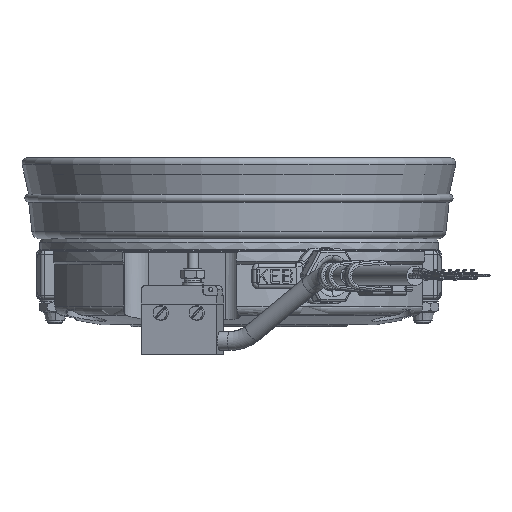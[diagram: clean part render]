
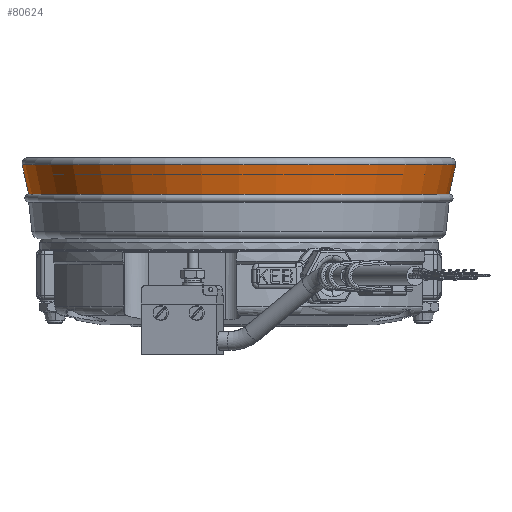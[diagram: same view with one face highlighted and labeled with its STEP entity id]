
A CAD part, front view. The second image highlights one B-rep face of the part: STEP entity #80624.
In plain terms, the highlighted conical face has half-angle 12.659 degrees and reference radius 55.439 mm.
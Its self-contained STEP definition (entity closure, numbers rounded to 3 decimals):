
#3624 = DIRECTION ( 'NONE',  ( 0.219, 0., 0.976 ) ) ;
#9370 = VECTOR ( 'NONE', #3624, 1000. ) ;
#10337 = DIRECTION ( 'NONE',  ( -0.219, 0., 0.976 ) ) ;
#12582 = CIRCLE ( 'NONE', #17344, 53.75 ) ;
#17344 = AXIS2_PLACEMENT_3D ( 'NONE', #20907, #51260, #66767 ) ;
#20525 = CARTESIAN_POINT ( 'NONE',  ( -53.75, 0., -7.85 ) ) ;
#20907 = CARTESIAN_POINT ( 'NONE',  ( 0., 0., -7.85 ) ) ;
#22039 = AXIS2_PLACEMENT_3D ( 'NONE', #25495, #72313, #64353 ) ;
#24361 = EDGE_CURVE ( 'NONE', #65075, #43006, #55384, .T. ) ;
#24495 = CARTESIAN_POINT ( 'NONE',  ( 55.439, 0., -0.329 ) ) ;
#25245 = LINE ( 'NONE', #94087, #41273 ) ;
#25495 = CARTESIAN_POINT ( 'NONE',  ( 0., 0., -0.329 ) ) ;
#28741 = CARTESIAN_POINT ( 'NONE',  ( 0., 0., -0.329 ) ) ;
#31506 = CIRCLE ( 'NONE', #22039, 55.439 ) ;
#32483 = CARTESIAN_POINT ( 'NONE',  ( 55.439, 0., -0.329 ) ) ;
#35472 = ORIENTED_EDGE ( 'NONE', *, *, #92834, .F. ) ;
#36199 = FACE_OUTER_BOUND ( 'NONE', #93743, .T. ) ;
#41273 = VECTOR ( 'NONE', #10337, 1000. ) ;
#41353 = CARTESIAN_POINT ( 'NONE',  ( -55.439, 0., -0.329 ) ) ;
#43006 = VERTEX_POINT ( 'NONE', #24495 ) ;
#51260 = DIRECTION ( 'NONE',  ( 0., 0., 1. ) ) ;
#55384 = LINE ( 'NONE', #32483, #9370 ) ;
#59139 = DIRECTION ( 'NONE',  ( 1., 0., 0. ) ) ;
#60615 = DIRECTION ( 'NONE',  ( 0., 0., 1. ) ) ;
#62003 = ORIENTED_EDGE ( 'NONE', *, *, #92363, .F. ) ;
#64353 = DIRECTION ( 'NONE',  ( 1., 0., 0. ) ) ;
#65075 = VERTEX_POINT ( 'NONE', #69375 ) ;
#66673 = VERTEX_POINT ( 'NONE', #20525 ) ;
#66767 = DIRECTION ( 'NONE',  ( 1., 0., 0. ) ) ;
#68115 = ORIENTED_EDGE ( 'NONE', *, *, #68700, .T. ) ;
#68700 = EDGE_CURVE ( 'NONE', #66673, #65075, #12582, .T. ) ;
#69375 = CARTESIAN_POINT ( 'NONE',  ( 53.75, 0., -7.85 ) ) ;
#72313 = DIRECTION ( 'NONE',  ( 0., 0., 1. ) ) ;
#80624 = ADVANCED_FACE ( 'NONE', ( #36199 ), #85815, .T. ) ;
#85815 = CONICAL_SURFACE ( 'NONE', #87409, 55.439, 0.221 ) ;
#87409 = AXIS2_PLACEMENT_3D ( 'NONE', #28741, #60615, #59139 ) ;
#92363 = EDGE_CURVE ( 'NONE', #97874, #43006, #31506, .T. ) ;
#92834 = EDGE_CURVE ( 'NONE', #66673, #97874, #25245, .T. ) ;
#93743 = EDGE_LOOP ( 'NONE', ( #35472, #68115, #95326, #62003 ) ) ;
#94087 = CARTESIAN_POINT ( 'NONE',  ( -55.439, 0., -0.329 ) ) ;
#95326 = ORIENTED_EDGE ( 'NONE', *, *, #24361, .T. ) ;
#97874 = VERTEX_POINT ( 'NONE', #41353 ) ;
